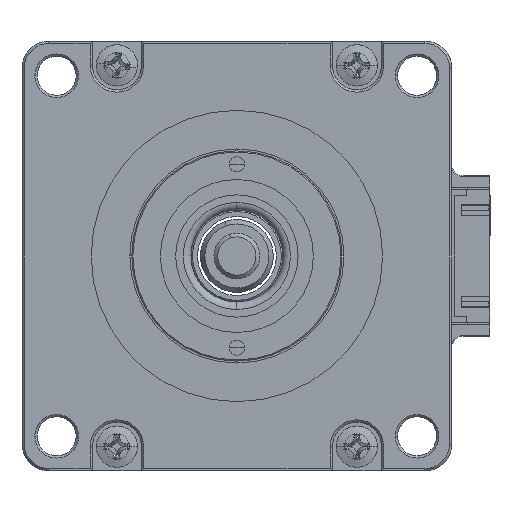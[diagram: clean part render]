
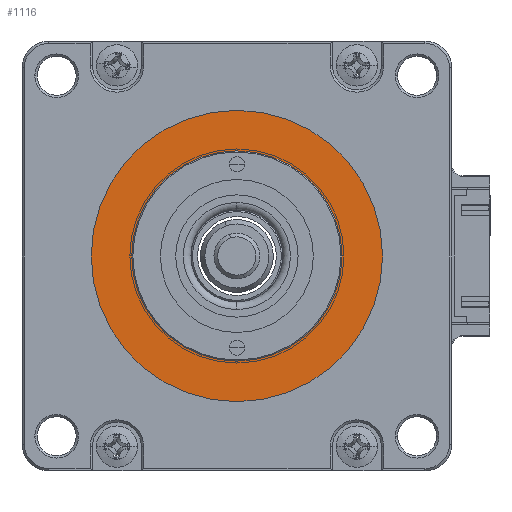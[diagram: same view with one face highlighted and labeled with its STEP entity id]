
A CAD part, left-side view. The second image highlights one B-rep face of the part: STEP entity #1116.
In plain terms, the highlighted planar face has unit normal (-1, 0, 0).
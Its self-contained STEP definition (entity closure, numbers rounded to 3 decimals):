
#709 = DIRECTION ( 'NONE',  ( 0., -1., 0. ) ) ;
#1116 = ADVANCED_FACE ( 'NONE', ( #12056, #2711 ), #3530, .T. ) ;
#1376 = ORIENTED_EDGE ( 'NONE', *, *, #8968, .T. ) ;
#1712 = CARTESIAN_POINT ( 'NONE',  ( -32.623, 23.522, 48.3 ) ) ;
#2085 = VERTEX_POINT ( 'NONE', #8470 ) ;
#2642 = CARTESIAN_POINT ( 'NONE',  ( -32.623, 29.072, 72.9 ) ) ;
#2711 = FACE_OUTER_BOUND ( 'NONE', #10415, .T. ) ;
#2755 = CARTESIAN_POINT ( 'NONE',  ( -32.623, 18.222, 48.3 ) ) ;
#2894 = VERTEX_POINT ( 'NONE', #11499 ) ;
#3050 = EDGE_CURVE ( 'NONE', #2894, #8916, #5936, .T. ) ;
#3091 = CIRCLE ( 'NONE', #9818, 13.75 ) ;
#3109 = CARTESIAN_POINT ( 'NONE',  ( -32.623, 4.472, 48.3 ) ) ;
#3383 = CARTESIAN_POINT ( 'NONE',  ( -32.623, 4.472, 48.3 ) ) ;
#3495 = DIRECTION ( 'NONE',  ( 0., -1., 0. ) ) ;
#3530 = PLANE ( 'NONE',  #11447 ) ;
#3734 = AXIS2_PLACEMENT_3D ( 'NONE', #3109, #9866, #4079 ) ;
#4079 = DIRECTION ( 'NONE',  ( 0., -1., 0. ) ) ;
#4360 = DIRECTION ( 'NONE',  ( 0., -1., 0. ) ) ;
#4570 = DIRECTION ( 'NONE',  ( -1., 0., 0. ) ) ;
#5753 = DIRECTION ( 'NONE',  ( -1., 0., 0. ) ) ;
#5936 = CIRCLE ( 'NONE', #3734, 13.75 ) ;
#6459 = DIRECTION ( 'NONE',  ( -1., 0., 0. ) ) ;
#7770 = EDGE_LOOP ( 'NONE', ( #11881, #7842 ) ) ;
#7842 = ORIENTED_EDGE ( 'NONE', *, *, #3050, .F. ) ;
#8156 = AXIS2_PLACEMENT_3D ( 'NONE', #11544, #5753, #12475 ) ;
#8458 = EDGE_CURVE ( 'NONE', #8916, #2894, #3091, .T. ) ;
#8470 = CARTESIAN_POINT ( 'NONE',  ( -32.623, -14.578, 48.3 ) ) ;
#8656 = CIRCLE ( 'NONE', #8156, 19.05 ) ;
#8916 = VERTEX_POINT ( 'NONE', #2755 ) ;
#8968 = EDGE_CURVE ( 'NONE', #12449, #2085, #8656, .T. ) ;
#9377 = EDGE_CURVE ( 'NONE', #2085, #12449, #11397, .T. ) ;
#9606 = ORIENTED_EDGE ( 'NONE', *, *, #9377, .T. ) ;
#9818 = AXIS2_PLACEMENT_3D ( 'NONE', #12230, #6459, #709 ) ;
#9866 = DIRECTION ( 'NONE',  ( -1., 0., 0. ) ) ;
#10167 = DIRECTION ( 'NONE',  ( -1., 0., 0. ) ) ;
#10415 = EDGE_LOOP ( 'NONE', ( #9606, #1376 ) ) ;
#10913 = AXIS2_PLACEMENT_3D ( 'NONE', #3383, #10167, #4360 ) ;
#11397 = CIRCLE ( 'NONE', #10913, 19.05 ) ;
#11447 = AXIS2_PLACEMENT_3D ( 'NONE', #2642, #4570, #3495 ) ;
#11499 = CARTESIAN_POINT ( 'NONE',  ( -32.623, -9.278, 48.3 ) ) ;
#11544 = CARTESIAN_POINT ( 'NONE',  ( -32.623, 4.472, 48.3 ) ) ;
#11881 = ORIENTED_EDGE ( 'NONE', *, *, #8458, .F. ) ;
#12056 = FACE_BOUND ( 'NONE', #7770, .T. ) ;
#12230 = CARTESIAN_POINT ( 'NONE',  ( -32.623, 4.472, 48.3 ) ) ;
#12449 = VERTEX_POINT ( 'NONE', #1712 ) ;
#12475 = DIRECTION ( 'NONE',  ( 0., -1., 0. ) ) ;
